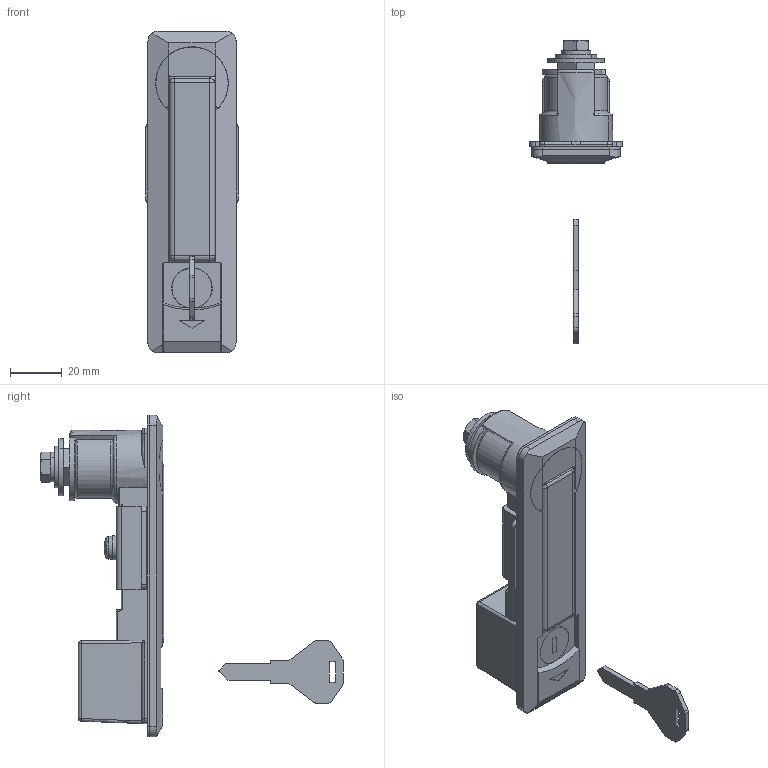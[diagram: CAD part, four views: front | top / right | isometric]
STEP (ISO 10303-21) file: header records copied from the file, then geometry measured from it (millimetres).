
FILE_DESCRIPTION((''),'2;1');
FILE_NAME('','2006-01-17T11:18:11',(''),(''),'','CADfix','');
FILE_SCHEMA(('AUTOMOTIVE_DESIGN'));
Length unit declared in the file: millimetre
Products named in the file (14): key; lock; handle; washer_B; washer_A; shaft; screw; packing; control_cam; case; bracket; bolt; base; THA_302J_3K_No2000_30230_36
Assembly tree (13 placements, depth 2):
  THA_302J_3K_No2000_30230_36
    key
    lock
    handle
    washer_B
    washer_A
    shaft
    screw
    packing
    control_cam
    case
    bracket
    bolt
    base
Bounding box: 35.5 x 116.75 x 124 mm (x, y, z)
Volume: 55964.8 mm3; surface area: 47774.2 mm2
Topology: 13 solids, 14 shells, 492 faces, 1470 edges, 1018 vertices
Faces by surface type: bspline 492
Entity records: 23055 total; most frequent: CARTESIAN_POINT 14006, ORIENTED_EDGE 2928, EDGE_CURVE 1464, VERTEX_POINT 1017, QUASI_UNIFORM_CURVE 795, B_SPLINE_CURVE_WITH_KNOTS 627, EDGE_LOOP 533, FACE_OUTER_BOUND 491
